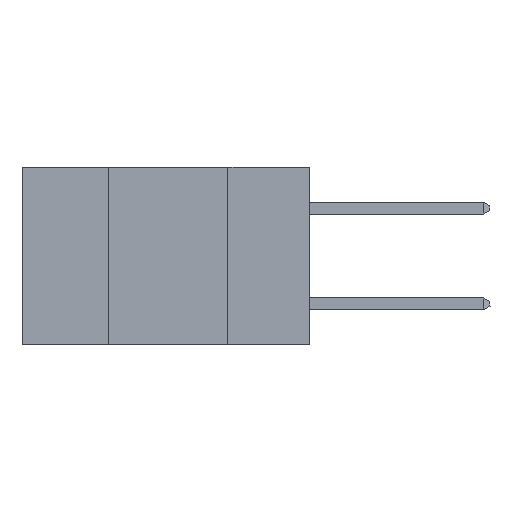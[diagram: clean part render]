
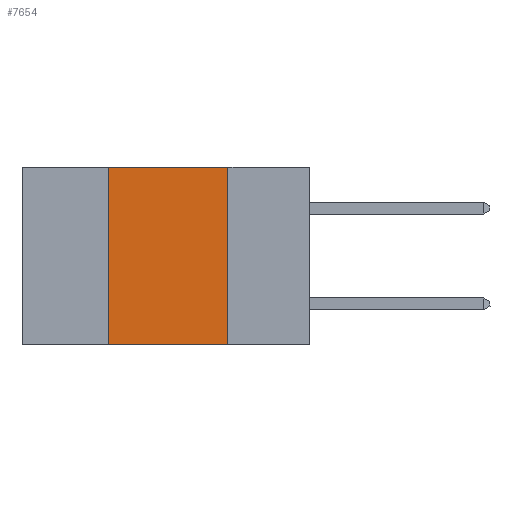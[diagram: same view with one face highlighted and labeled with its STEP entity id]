
A CAD part, left-side view. The second image highlights one B-rep face of the part: STEP entity #7654.
In plain terms, the highlighted planar face has unit normal (-1, 0, 0).
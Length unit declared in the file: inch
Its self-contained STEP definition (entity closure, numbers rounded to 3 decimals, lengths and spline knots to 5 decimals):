
#486 = DIRECTION ( 'NONE',  ( 0., 0., 1. ) ) ;
#517 = CARTESIAN_POINT ( 'NONE',  ( 0., 0.42, -0.37 ) ) ;
#1787 = AXIS2_PLACEMENT_3D ( 'NONE', #16174, #7633, #17601 ) ;
#2147 = VECTOR ( 'NONE', #4993, 39.37008 ) ;
#2820 = VERTEX_POINT ( 'NONE', #12311 ) ;
#3491 = CARTESIAN_POINT ( 'NONE',  ( 0., 0.6, 0. ) ) ;
#4436 = FACE_OUTER_BOUND ( 'NONE', #16637, .T. ) ;
#4731 = CARTESIAN_POINT ( 'NONE',  ( 0., 0.6, -0.37 ) ) ;
#4788 = EDGE_CURVE ( 'NONE', #12447, #14007, #18003, .T. ) ;
#4993 = DIRECTION ( 'NONE',  ( 0., -1., 0. ) ) ;
#5229 = CARTESIAN_POINT ( 'NONE',  ( 0., 0.17, 0. ) ) ;
#5918 = PLANE ( 'NONE',  #1787 ) ;
#6245 = DIRECTION ( 'NONE',  ( 0., -1., 0. ) ) ;
#6685 = ORIENTED_EDGE ( 'NONE', *, *, #4788, .F. ) ;
#7357 = EDGE_CURVE ( 'NONE', #2820, #12447, #13704, .T. ) ;
#7633 = DIRECTION ( 'NONE',  ( 1., 0., 0. ) ) ;
#7654 = ADVANCED_FACE ( 'NONE', ( #4436 ), #5918, .F. ) ;
#7897 = CARTESIAN_POINT ( 'NONE',  ( 0., 0.42, 0. ) ) ;
#10056 = VECTOR ( 'NONE', #6245, 39.37008 ) ;
#10182 = CARTESIAN_POINT ( 'NONE',  ( 0., 0.17, 0. ) ) ;
#10568 = EDGE_CURVE ( 'NONE', #15622, #14007, #14329, .T. ) ;
#10846 = VECTOR ( 'NONE', #13823, 39.37008 ) ;
#12311 = CARTESIAN_POINT ( 'NONE',  ( 0., 0.42, 0. ) ) ;
#12447 = VERTEX_POINT ( 'NONE', #10182 ) ;
#13206 = LINE ( 'NONE', #7897, #16534 ) ;
#13412 = ORIENTED_EDGE ( 'NONE', *, *, #10568, .T. ) ;
#13704 = LINE ( 'NONE', #3491, #2147 ) ;
#13823 = DIRECTION ( 'NONE',  ( 0., 0., -1. ) ) ;
#13871 = ORIENTED_EDGE ( 'NONE', *, *, #7357, .F. ) ;
#14007 = VERTEX_POINT ( 'NONE', #18564 ) ;
#14329 = LINE ( 'NONE', #4731, #10056 ) ;
#15622 = VERTEX_POINT ( 'NONE', #517 ) ;
#16174 = CARTESIAN_POINT ( 'NONE',  ( 0., 0.6, 0. ) ) ;
#16534 = VECTOR ( 'NONE', #486, 39.37008 ) ;
#16637 = EDGE_LOOP ( 'NONE', ( #6685, #13871, #17214, #13412 ) ) ;
#17214 = ORIENTED_EDGE ( 'NONE', *, *, #18480, .F. ) ;
#17601 = DIRECTION ( 'NONE',  ( 0., 0., -1. ) ) ;
#18003 = LINE ( 'NONE', #5229, #10846 ) ;
#18480 = EDGE_CURVE ( 'NONE', #15622, #2820, #13206, .T. ) ;
#18564 = CARTESIAN_POINT ( 'NONE',  ( 0., 0.17, -0.37 ) ) ;
